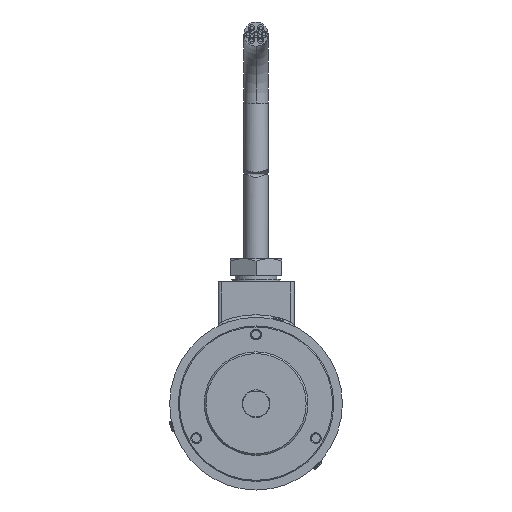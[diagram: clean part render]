
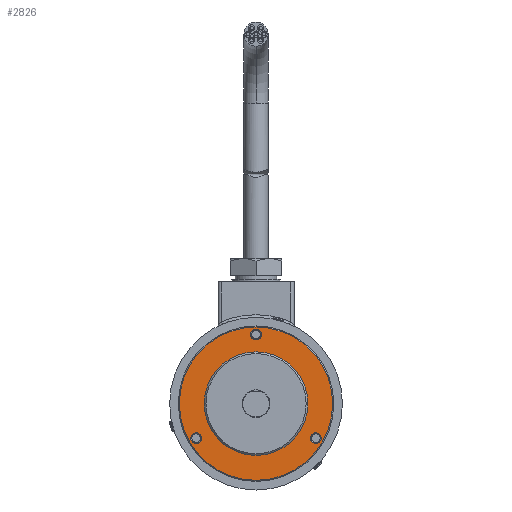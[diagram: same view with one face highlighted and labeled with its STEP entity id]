
A CAD part, front view. The second image highlights one B-rep face of the part: STEP entity #2826.
In plain terms, the highlighted planar face has unit normal (0, -1, 0).
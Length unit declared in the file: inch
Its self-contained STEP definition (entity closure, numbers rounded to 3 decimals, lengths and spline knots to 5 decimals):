
#26 = ORIENTED_EDGE ( 'NONE', *, *, #5464, .F. ) ;
#291 = DIRECTION ( 'NONE',  ( 0., 1., 0. ) ) ;
#366 = CARTESIAN_POINT ( 'NONE',  ( 0.68191, 0.19685, -0.33219 ) ) ;
#371 = CARTESIAN_POINT ( 'NONE',  ( 0.68191, 0.19685, -0.45522 ) ) ;
#379 = DIRECTION ( 'NONE',  ( 0., 0., -1. ) ) ;
#456 = CARTESIAN_POINT ( 'NONE',  ( 0., 0.19685, 0.72589 ) ) ;
#473 = DIRECTION ( 'NONE',  ( 0., 0., -1. ) ) ;
#481 = DIRECTION ( 'NONE',  ( 0., 1., 0. ) ) ;
#496 = CARTESIAN_POINT ( 'NONE',  ( -0.68191, 0.19685, -0.3937 ) ) ;
#681 = CARTESIAN_POINT ( 'NONE',  ( 0.68191, 0.19685, -0.3937 ) ) ;
#692 = AXIS2_PLACEMENT_3D ( 'NONE', #496, #481, #473 ) ;
#865 = EDGE_CURVE ( 'NONE', #4579, #5185, #1391, .T. ) ;
#945 = CIRCLE ( 'NONE', #6115, 0.06152 ) ;
#963 = DIRECTION ( 'NONE',  ( 0., 0., -1. ) ) ;
#1010 = ORIENTED_EDGE ( 'NONE', *, *, #7327, .T. ) ;
#1049 = AXIS2_PLACEMENT_3D ( 'NONE', #3825, #5919, #963 ) ;
#1245 = AXIS2_PLACEMENT_3D ( 'NONE', #3908, #3686, #2863 ) ;
#1260 = VERTEX_POINT ( 'NONE', #2239 ) ;
#1322 = VERTEX_POINT ( 'NONE', #3139 ) ;
#1391 = CIRCLE ( 'NONE', #692, 0.06152 ) ;
#1395 = CARTESIAN_POINT ( 'NONE',  ( -0.68191, 0.19685, -0.45522 ) ) ;
#1449 = CARTESIAN_POINT ( 'NONE',  ( 0., 0.19685, 0.84892 ) ) ;
#1510 = CARTESIAN_POINT ( 'NONE',  ( 0., 0.19685, 0.7874 ) ) ;
#1525 = DIRECTION ( 'NONE',  ( 0., 1., 0. ) ) ;
#1536 = DIRECTION ( 'NONE',  ( 0., 0., -1. ) ) ;
#1551 = AXIS2_PLACEMENT_3D ( 'NONE', #1510, #1525, #1536 ) ;
#1624 = EDGE_CURVE ( 'NONE', #4363, #7693, #2614, .T. ) ;
#1754 = AXIS2_PLACEMENT_3D ( 'NONE', #6944, #6936, #6935 ) ;
#1802 = PLANE ( 'NONE',  #5062 ) ;
#1966 = EDGE_CURVE ( 'NONE', #3168, #7740, #945, .T. ) ;
#2016 = CIRCLE ( 'NONE', #5937, 0.59055 ) ;
#2239 = CARTESIAN_POINT ( 'NONE',  ( 0., 0.19685, -0.59055 ) ) ;
#2562 = CARTESIAN_POINT ( 'NONE',  ( -0.68191, 0.19685, -0.33219 ) ) ;
#2567 = VERTEX_POINT ( 'NONE', #2588 ) ;
#2588 = CARTESIAN_POINT ( 'NONE',  ( 0., 0.19685, 0.59055 ) ) ;
#2614 = CIRCLE ( 'NONE', #1551, 0.06152 ) ;
#2688 = CIRCLE ( 'NONE', #1245, 0.87402 ) ;
#2776 = FACE_OUTER_BOUND ( 'NONE', #6177, .T. ) ;
#2797 = EDGE_CURVE ( 'NONE', #1260, #2567, #7703, .T. ) ;
#2826 = ADVANCED_FACE ( 'NONE', ( #2776, #5887, #2894, #5222, #6776 ), #1802, .T. ) ;
#2863 = DIRECTION ( 'NONE',  ( 0., 0., 1. ) ) ;
#2894 = FACE_BOUND ( 'NONE', #7163, .T. ) ;
#2938 = DIRECTION ( 'NONE',  ( 0., 1., 0. ) ) ;
#3073 = AXIS2_PLACEMENT_3D ( 'NONE', #681, #291, #7835 ) ;
#3139 = CARTESIAN_POINT ( 'NONE',  ( 0., 0.19685, -0.87402 ) ) ;
#3168 = VERTEX_POINT ( 'NONE', #371 ) ;
#3551 = CIRCLE ( 'NONE', #6345, 0.87402 ) ;
#3681 = DIRECTION ( 'NONE',  ( 0., 1., 0. ) ) ;
#3686 = DIRECTION ( 'NONE',  ( 0., 1., 0. ) ) ;
#3778 = ORIENTED_EDGE ( 'NONE', *, *, #7222, .T. ) ;
#3825 = CARTESIAN_POINT ( 'NONE',  ( 0., 0.19685, 0. ) ) ;
#3867 = ORIENTED_EDGE ( 'NONE', *, *, #6207, .T. ) ;
#3908 = CARTESIAN_POINT ( 'NONE',  ( 0., 0.19685, 0. ) ) ;
#4014 = ORIENTED_EDGE ( 'NONE', *, *, #5980, .F. ) ;
#4044 = CARTESIAN_POINT ( 'NONE',  ( 0.68191, 0.19685, -0.3937 ) ) ;
#4071 = VERTEX_POINT ( 'NONE', #4881 ) ;
#4329 = ORIENTED_EDGE ( 'NONE', *, *, #2797, .T. ) ;
#4363 = VERTEX_POINT ( 'NONE', #1449 ) ;
#4394 = CIRCLE ( 'NONE', #6072, 0.06152 ) ;
#4425 = EDGE_CURVE ( 'NONE', #7693, #4363, #4394, .T. ) ;
#4579 = VERTEX_POINT ( 'NONE', #2562 ) ;
#4813 = CIRCLE ( 'NONE', #3073, 0.06152 ) ;
#4881 = CARTESIAN_POINT ( 'NONE',  ( 0., 0.19685, 0.87402 ) ) ;
#4922 = ORIENTED_EDGE ( 'NONE', *, *, #1966, .T. ) ;
#5062 = AXIS2_PLACEMENT_3D ( 'NONE', #6959, #7267, #7116 ) ;
#5099 = ORIENTED_EDGE ( 'NONE', *, *, #865, .T. ) ;
#5185 = VERTEX_POINT ( 'NONE', #1395 ) ;
#5222 = FACE_BOUND ( 'NONE', #7756, .T. ) ;
#5264 = ORIENTED_EDGE ( 'NONE', *, *, #4425, .T. ) ;
#5319 = CIRCLE ( 'NONE', #1754, 0.06152 ) ;
#5344 = DIRECTION ( 'NONE',  ( 0., 0., -1. ) ) ;
#5389 = DIRECTION ( 'NONE',  ( 0., 1., 0. ) ) ;
#5439 = DIRECTION ( 'NONE',  ( 0., 0., 1. ) ) ;
#5464 = EDGE_CURVE ( 'NONE', #4071, #1322, #3551, .T. ) ;
#5887 = FACE_BOUND ( 'NONE', #6964, .T. ) ;
#5919 = DIRECTION ( 'NONE',  ( 0., 1., 0. ) ) ;
#5937 = AXIS2_PLACEMENT_3D ( 'NONE', #6673, #6666, #6640 ) ;
#5980 = EDGE_CURVE ( 'NONE', #1322, #4071, #2688, .T. ) ;
#6072 = AXIS2_PLACEMENT_3D ( 'NONE', #6749, #5389, #379 ) ;
#6115 = AXIS2_PLACEMENT_3D ( 'NONE', #4044, #3681, #5344 ) ;
#6177 = EDGE_LOOP ( 'NONE', ( #26, #4014 ) ) ;
#6207 = EDGE_CURVE ( 'NONE', #2567, #1260, #2016, .T. ) ;
#6299 = ORIENTED_EDGE ( 'NONE', *, *, #1624, .T. ) ;
#6317 = CARTESIAN_POINT ( 'NONE',  ( 0., 0.19685, 0. ) ) ;
#6345 = AXIS2_PLACEMENT_3D ( 'NONE', #6317, #2938, #5439 ) ;
#6425 = EDGE_LOOP ( 'NONE', ( #1010, #5099 ) ) ;
#6640 = DIRECTION ( 'NONE',  ( 0., 0., -1. ) ) ;
#6666 = DIRECTION ( 'NONE',  ( 0., 1., 0. ) ) ;
#6673 = CARTESIAN_POINT ( 'NONE',  ( 0., 0.19685, 0. ) ) ;
#6749 = CARTESIAN_POINT ( 'NONE',  ( 0., 0.19685, 0.7874 ) ) ;
#6776 = FACE_BOUND ( 'NONE', #6425, .T. ) ;
#6935 = DIRECTION ( 'NONE',  ( 0., 0., -1. ) ) ;
#6936 = DIRECTION ( 'NONE',  ( 0., 1., 0. ) ) ;
#6944 = CARTESIAN_POINT ( 'NONE',  ( -0.68191, 0.19685, -0.3937 ) ) ;
#6959 = CARTESIAN_POINT ( 'NONE',  ( 0., 0.19685, 0. ) ) ;
#6964 = EDGE_LOOP ( 'NONE', ( #4329, #3867 ) ) ;
#7116 = DIRECTION ( 'NONE',  ( 0., 0., -1. ) ) ;
#7163 = EDGE_LOOP ( 'NONE', ( #5264, #6299 ) ) ;
#7222 = EDGE_CURVE ( 'NONE', #7740, #3168, #4813, .T. ) ;
#7267 = DIRECTION ( 'NONE',  ( 0., -1., 0. ) ) ;
#7327 = EDGE_CURVE ( 'NONE', #5185, #4579, #5319, .T. ) ;
#7693 = VERTEX_POINT ( 'NONE', #456 ) ;
#7703 = CIRCLE ( 'NONE', #1049, 0.59055 ) ;
#7740 = VERTEX_POINT ( 'NONE', #366 ) ;
#7756 = EDGE_LOOP ( 'NONE', ( #4922, #3778 ) ) ;
#7835 = DIRECTION ( 'NONE',  ( 0., 0., -1. ) ) ;
